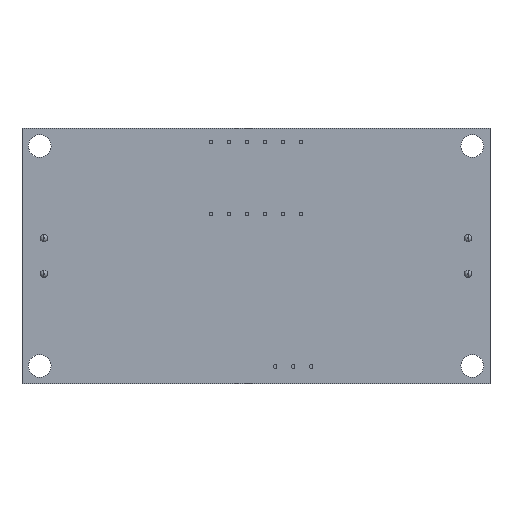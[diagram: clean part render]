
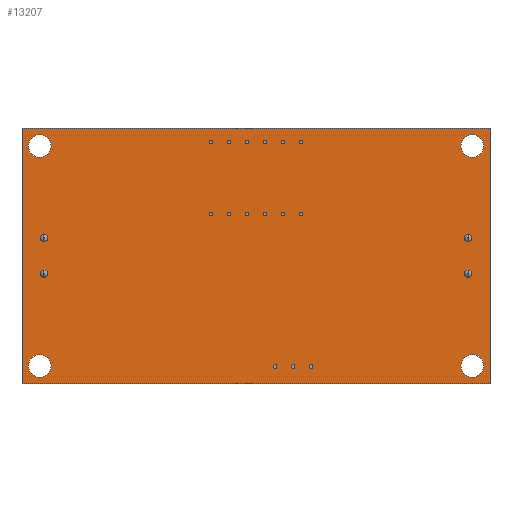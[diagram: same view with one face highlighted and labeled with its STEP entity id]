
A CAD part, front view. The second image highlights one B-rep face of the part: STEP entity #13207.
In plain terms, the highlighted planar face has unit normal (0, -1, 0).
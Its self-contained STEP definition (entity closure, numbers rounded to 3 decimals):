
#167 = DIRECTION ( 'NONE',  ( 0., 0., 1. ) ) ;
#229 = AXIS2_PLACEMENT_3D ( 'NONE', #12353, #16712, #9369 ) ;
#370 = VERTEX_POINT ( 'NONE', #12491 ) ;
#826 = CARTESIAN_POINT ( 'NONE',  ( -33., 0., -18. ) ) ;
#942 = DIRECTION ( 'NONE',  ( 0., 1., 0. ) ) ;
#1247 = EDGE_CURVE ( 'NONE', #16767, #3657, #13222, .T. ) ;
#1289 = EDGE_LOOP ( 'NONE', ( #8208, #8206 ) ) ;
#1490 = CIRCLE ( 'NONE', #8892, 1.6 ) ;
#2075 = VERTEX_POINT ( 'NONE', #7634 ) ;
#2281 = VECTOR ( 'NONE', #2527, 1000. ) ;
#2443 = CARTESIAN_POINT ( 'NONE',  ( 0., 0., 0. ) ) ;
#2527 = DIRECTION ( 'NONE',  ( -1., 0., 0. ) ) ;
#2668 = DIRECTION ( 'NONE',  ( 0., 1., 0. ) ) ;
#2963 = CARTESIAN_POINT ( 'NONE',  ( -33., 0., 18. ) ) ;
#2972 = AXIS2_PLACEMENT_3D ( 'NONE', #14898, #17524, #13395 ) ;
#3068 = VERTEX_POINT ( 'NONE', #17074 ) ;
#3412 = VERTEX_POINT ( 'NONE', #4497 ) ;
#3527 = VERTEX_POINT ( 'NONE', #10678 ) ;
#3657 = VERTEX_POINT ( 'NONE', #826 ) ;
#3698 = ORIENTED_EDGE ( 'NONE', *, *, #4157, .T. ) ;
#3836 = LINE ( 'NONE', #5579, #10143 ) ;
#4157 = EDGE_CURVE ( 'NONE', #7370, #370, #13905, .T. ) ;
#4497 = CARTESIAN_POINT ( 'NONE',  ( -30.5, 0., -13.9 ) ) ;
#5208 = EDGE_CURVE ( 'NONE', #3412, #2075, #10151, .T. ) ;
#5352 = VECTOR ( 'NONE', #17836, 1000. ) ;
#5411 = AXIS2_PLACEMENT_3D ( 'NONE', #14021, #8034, #18418 ) ;
#5579 = CARTESIAN_POINT ( 'NONE',  ( 33., 0., -18. ) ) ;
#5621 = CARTESIAN_POINT ( 'NONE',  ( -30.5, 0., 17.1 ) ) ;
#5733 = VECTOR ( 'NONE', #17143, 1000. ) ;
#5947 = CIRCLE ( 'NONE', #11813, 1.6 ) ;
#6207 = EDGE_CURVE ( 'NONE', #2075, #3412, #16855, .T. ) ;
#6304 = CARTESIAN_POINT ( 'NONE',  ( -30.5, 0., 15.5 ) ) ;
#6323 = CIRCLE ( 'NONE', #5411, 1.6 ) ;
#6434 = DIRECTION ( 'NONE',  ( 0., 1., 0. ) ) ;
#6547 = ORIENTED_EDGE ( 'NONE', *, *, #1247, .F. ) ;
#6905 = DIRECTION ( 'NONE',  ( 0., 0., 1. ) ) ;
#6959 = EDGE_CURVE ( 'NONE', #17701, #3068, #6323, .T. ) ;
#7232 = DIRECTION ( 'NONE',  ( 0., 1., 0. ) ) ;
#7266 = EDGE_LOOP ( 'NONE', ( #18278, #13756 ) ) ;
#7370 = VERTEX_POINT ( 'NONE', #5621 ) ;
#7419 = DIRECTION ( 'NONE',  ( 0., 0., 1. ) ) ;
#7634 = CARTESIAN_POINT ( 'NONE',  ( -30.5, 0., -17.1 ) ) ;
#7762 = DIRECTION ( 'NONE',  ( 0., 1., 0. ) ) ;
#7935 = DIRECTION ( 'NONE',  ( 0., 0., 1. ) ) ;
#8034 = DIRECTION ( 'NONE',  ( 0., 1., 0. ) ) ;
#8085 = FACE_BOUND ( 'NONE', #7266, .T. ) ;
#8144 = EDGE_CURVE ( 'NONE', #11249, #9227, #16237, .T. ) ;
#8206 = ORIENTED_EDGE ( 'NONE', *, *, #6207, .T. ) ;
#8208 = ORIENTED_EDGE ( 'NONE', *, *, #5208, .T. ) ;
#8797 = FACE_BOUND ( 'NONE', #15050, .T. ) ;
#8881 = ORIENTED_EDGE ( 'NONE', *, *, #11552, .T. ) ;
#8892 = AXIS2_PLACEMENT_3D ( 'NONE', #16287, #10424, #9128 ) ;
#8946 = ORIENTED_EDGE ( 'NONE', *, *, #16739, .T. ) ;
#9128 = DIRECTION ( 'NONE',  ( 0., 0., 1. ) ) ;
#9227 = VERTEX_POINT ( 'NONE', #18855 ) ;
#9369 = DIRECTION ( 'NONE',  ( 0., 0., 1. ) ) ;
#9446 = CIRCLE ( 'NONE', #17310, 1.6 ) ;
#10018 = EDGE_CURVE ( 'NONE', #370, #7370, #10909, .T. ) ;
#10143 = VECTOR ( 'NONE', #15935, 1000. ) ;
#10151 = CIRCLE ( 'NONE', #229, 1.6 ) ;
#10275 = CARTESIAN_POINT ( 'NONE',  ( 33., 0., -18. ) ) ;
#10391 = LINE ( 'NONE', #18712, #5733 ) ;
#10424 = DIRECTION ( 'NONE',  ( 0., 1., 0. ) ) ;
#10678 = CARTESIAN_POINT ( 'NONE',  ( 30.5, 0., 17.1 ) ) ;
#10893 = EDGE_CURVE ( 'NONE', #9227, #16767, #3836, .T. ) ;
#10909 = CIRCLE ( 'NONE', #15231, 1.6 ) ;
#11249 = VERTEX_POINT ( 'NONE', #12727 ) ;
#11412 = EDGE_LOOP ( 'NONE', ( #8881, #8946 ) ) ;
#11446 = CARTESIAN_POINT ( 'NONE',  ( -33., 0., -18. ) ) ;
#11552 = EDGE_CURVE ( 'NONE', #3527, #15796, #1490, .T. ) ;
#11610 = FACE_OUTER_BOUND ( 'NONE', #13653, .T. ) ;
#11813 = AXIS2_PLACEMENT_3D ( 'NONE', #17865, #7232, #7419 ) ;
#12173 = CARTESIAN_POINT ( 'NONE',  ( 30.5, 0., 13.9 ) ) ;
#12353 = CARTESIAN_POINT ( 'NONE',  ( -30.5, 0., -15.5 ) ) ;
#12491 = CARTESIAN_POINT ( 'NONE',  ( -30.5, 0., 13.9 ) ) ;
#12727 = CARTESIAN_POINT ( 'NONE',  ( -33., 0., 18. ) ) ;
#13207 = ADVANCED_FACE ( 'NONE', ( #14780, #8797, #8085, #15496, #11610 ), #18325, .F. ) ;
#13222 = LINE ( 'NONE', #11446, #2281 ) ;
#13385 = AXIS2_PLACEMENT_3D ( 'NONE', #18251, #6434, #7935 ) ;
#13395 = DIRECTION ( 'NONE',  ( 0., 0., 1. ) ) ;
#13502 = ORIENTED_EDGE ( 'NONE', *, *, #8144, .F. ) ;
#13653 = EDGE_LOOP ( 'NONE', ( #13889, #13502, #15781, #6547 ) ) ;
#13756 = ORIENTED_EDGE ( 'NONE', *, *, #6959, .T. ) ;
#13889 = ORIENTED_EDGE ( 'NONE', *, *, #10893, .F. ) ;
#13905 = CIRCLE ( 'NONE', #13385, 1.6 ) ;
#14021 = CARTESIAN_POINT ( 'NONE',  ( 30.5, 0., -15.5 ) ) ;
#14478 = DIRECTION ( 'NONE',  ( 0., 0., 1. ) ) ;
#14780 = FACE_BOUND ( 'NONE', #11412, .T. ) ;
#14898 = CARTESIAN_POINT ( 'NONE',  ( -30.5, 0., -15.5 ) ) ;
#15050 = EDGE_LOOP ( 'NONE', ( #3698, #17481 ) ) ;
#15231 = AXIS2_PLACEMENT_3D ( 'NONE', #6304, #7762, #167 ) ;
#15496 = FACE_BOUND ( 'NONE', #1289, .T. ) ;
#15781 = ORIENTED_EDGE ( 'NONE', *, *, #16121, .F. ) ;
#15796 = VERTEX_POINT ( 'NONE', #12173 ) ;
#15859 = AXIS2_PLACEMENT_3D ( 'NONE', #2443, #942, #6905 ) ;
#15935 = DIRECTION ( 'NONE',  ( 0., 0., -1. ) ) ;
#16121 = EDGE_CURVE ( 'NONE', #3657, #11249, #10391, .T. ) ;
#16237 = LINE ( 'NONE', #2963, #5352 ) ;
#16287 = CARTESIAN_POINT ( 'NONE',  ( 30.5, 0., 15.5 ) ) ;
#16712 = DIRECTION ( 'NONE',  ( 0., 1., 0. ) ) ;
#16739 = EDGE_CURVE ( 'NONE', #15796, #3527, #9446, .T. ) ;
#16767 = VERTEX_POINT ( 'NONE', #10275 ) ;
#16855 = CIRCLE ( 'NONE', #2972, 1.6 ) ;
#17074 = CARTESIAN_POINT ( 'NONE',  ( 30.5, 0., -13.9 ) ) ;
#17143 = DIRECTION ( 'NONE',  ( 0., 0., 1. ) ) ;
#17310 = AXIS2_PLACEMENT_3D ( 'NONE', #17576, #2668, #14478 ) ;
#17481 = ORIENTED_EDGE ( 'NONE', *, *, #10018, .T. ) ;
#17524 = DIRECTION ( 'NONE',  ( 0., 1., 0. ) ) ;
#17576 = CARTESIAN_POINT ( 'NONE',  ( 30.5, 0., 15.5 ) ) ;
#17701 = VERTEX_POINT ( 'NONE', #18825 ) ;
#17836 = DIRECTION ( 'NONE',  ( 1., 0., 0. ) ) ;
#17865 = CARTESIAN_POINT ( 'NONE',  ( 30.5, 0., -15.5 ) ) ;
#18251 = CARTESIAN_POINT ( 'NONE',  ( -30.5, 0., 15.5 ) ) ;
#18278 = ORIENTED_EDGE ( 'NONE', *, *, #19065, .T. ) ;
#18325 = PLANE ( 'NONE',  #15859 ) ;
#18418 = DIRECTION ( 'NONE',  ( 0., 0., 1. ) ) ;
#18712 = CARTESIAN_POINT ( 'NONE',  ( -33., 0., -18. ) ) ;
#18825 = CARTESIAN_POINT ( 'NONE',  ( 30.5, 0., -17.1 ) ) ;
#18855 = CARTESIAN_POINT ( 'NONE',  ( 33., 0., 18. ) ) ;
#19065 = EDGE_CURVE ( 'NONE', #3068, #17701, #5947, .T. ) ;
